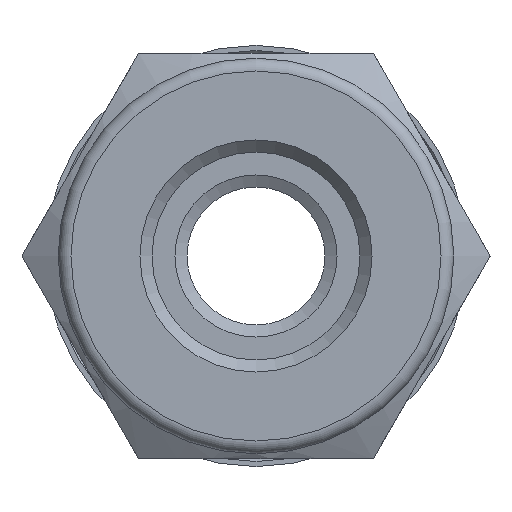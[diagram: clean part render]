
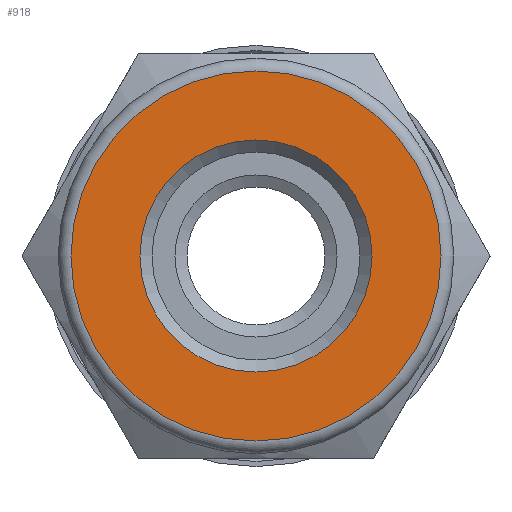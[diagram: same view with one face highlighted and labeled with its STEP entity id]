
A CAD part, left-side view. The second image highlights one B-rep face of the part: STEP entity #918.
In plain terms, the highlighted planar face has unit normal (-1, 0, 0).
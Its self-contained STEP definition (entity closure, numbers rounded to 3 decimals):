
#55=FACE_BOUND('',#214,.T.);
#91=CIRCLE('',#1026,4.545);
#92=CIRCLE('',#1028,7.25);
#152=FACE_OUTER_BOUND('',#213,.T.);
#213=EDGE_LOOP('',(#708));
#214=EDGE_LOOP('',(#709));
#416=VERTEX_POINT('',#1550);
#417=VERTEX_POINT('',#1554);
#526=EDGE_CURVE('',#416,#416,#91,.T.);
#527=EDGE_CURVE('',#417,#417,#92,.T.);
#708=ORIENTED_EDGE('',*,*,#527,.F.);
#709=ORIENTED_EDGE('',*,*,#526,.T.);
#880=PLANE('',#1027);
#918=ADVANCED_FACE('',(#152,#55),#880,.T.);
#1026=AXIS2_PLACEMENT_3D('',#1552,#1230,#1231);
#1027=AXIS2_PLACEMENT_3D('',#1553,#1232,#1233);
#1028=AXIS2_PLACEMENT_3D('',#1555,#1234,#1235);
#1230=DIRECTION('center_axis',(1.,0.,0.));
#1231=DIRECTION('ref_axis',(0.,0.,-1.));
#1232=DIRECTION('center_axis',(-1.,0.,0.));
#1233=DIRECTION('ref_axis',(0.,0.,1.));
#1234=DIRECTION('center_axis',(1.,0.,0.));
#1235=DIRECTION('ref_axis',(0.,0.,-1.));
#1550=CARTESIAN_POINT('',(0.001,-4.545,0.));
#1552=CARTESIAN_POINT('Origin',(0.001,0.,0.));
#1553=CARTESIAN_POINT('Origin',(0.001,7.25,0.));
#1554=CARTESIAN_POINT('',(0.001,0.,7.25));
#1555=CARTESIAN_POINT('Origin',(0.001,0.,0.));
